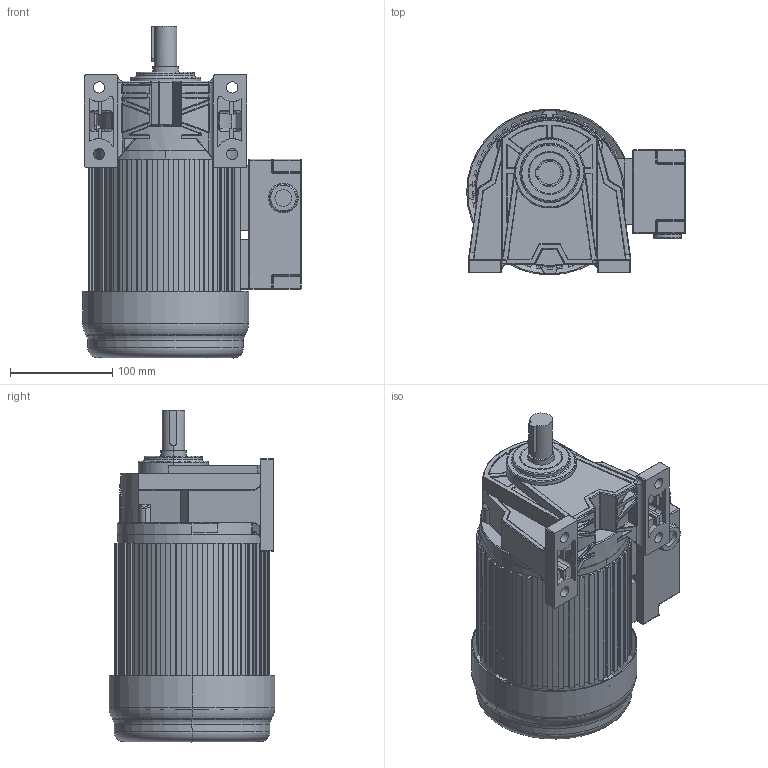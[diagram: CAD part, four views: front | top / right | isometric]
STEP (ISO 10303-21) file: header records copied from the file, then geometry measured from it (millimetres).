
FILE_DESCRIPTION((''),'2;1');
FILE_NAME('GH-22-400-I-A-B-G2-RD_ASM','2024-01-31T11:49:00',('mayn'),(''),'CREO PARAMETRIC BY PTC INC, 2020053','CREO PARAMETRIC BY PTC INC, 2020053','');
FILE_SCHEMA(('CONFIG_CONTROL_DESIGN'));
Products named in the file (14): DOWN-UP_AO0001; _GH22__AO_100; MANIFOLD_SOLID_BRE0004; MANIFOLD_SOLID_BRE0003; GH22__ASM_1_ASM; G22JIGGONG_AO_100; ASM0002_ASM_1_ASM_1_ASM; GH22_ASM_1_ASM; 160-65_AO_100; 140_AO_100; 140_130_AO_100; GH22-400W-S-G2-RD_2__ASM; GH-22-400-I-A-B-G2-RD_1_ASM; GH-22-400-I-A-B-G2-RD_ASM
Assembly tree (13 placements, depth 7):
  GH-22-400-I-A-B-G2-RD_ASM
    GH-22-400-I-A-B-G2-RD_1_ASM
      DOWN-UP_AO0001
      GH22-400W-S-G2-RD_2__ASM
        GH22_ASM_1_ASM
          ASM0002_ASM_1_ASM_1_ASM
            GH22__ASM_1_ASM
              _GH22__AO_100
              MANIFOLD_SOLID_BRE0004
              MANIFOLD_SOLID_BRE0003
            G22JIGGONG_AO_100
        160-65_AO_100
        140_AO_100
        140_130_AO_100
Bounding box: 213.5 x 162 x 324.3 mm (x, y, z)
Volume: 1442483.9 mm3; surface area: 582316.1 mm2
Topology: 7 solids, 15 shells, 2412 faces, 6550 edges, 4109 vertices
Faces by surface type: plane 1038, cylinder 771, torus 256, bspline 130, sphere 116, cone 97, extrusion 4
Entity records: 89892 total; most frequent: CARTESIAN_POINT 28934, ORIENTED_EDGE 12872, DIRECTION 12776, EDGE_CURVE 6475, AXIS2_PLACEMENT_3D 4626, VERTEX_POINT 4109, VECTOR 3524, LINE 3520
